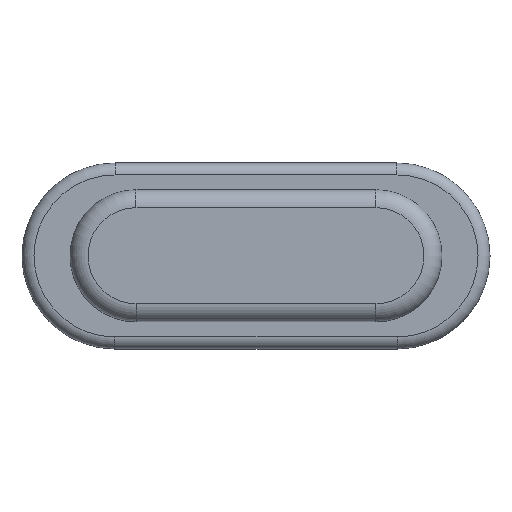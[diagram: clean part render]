
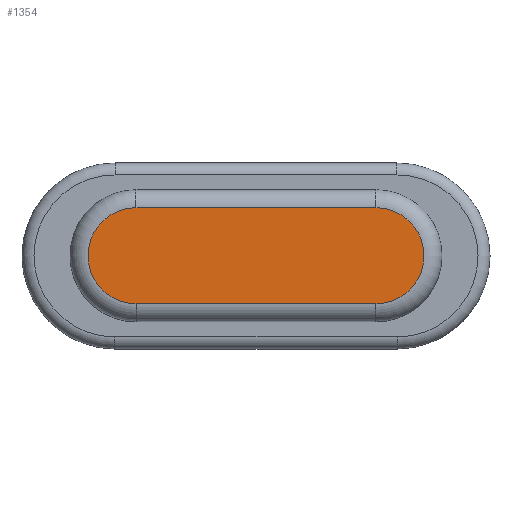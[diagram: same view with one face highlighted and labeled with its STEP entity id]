
A CAD part, top view. The second image highlights one B-rep face of the part: STEP entity #1354.
In plain terms, the highlighted planar face has unit normal (0, 0, 1).
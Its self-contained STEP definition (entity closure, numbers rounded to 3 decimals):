
#754 = CYLINDRICAL_SURFACE('',#755,0.3);
#755 = AXIS2_PLACEMENT_3D('',#756,#757,#758);
#756 = CARTESIAN_POINT('',(2.,0.8,2.8));
#757 = DIRECTION('',(-1.,0.,0.));
#758 = DIRECTION('',(0.,1.,0.));
#829 = TOROIDAL_SURFACE('',#830,0.8,0.3);
#830 = AXIS2_PLACEMENT_3D('',#831,#832,#833);
#831 = CARTESIAN_POINT('',(2.,0.,2.8));
#832 = DIRECTION('',(0.,0.,1.));
#833 = DIRECTION('',(0.,-1.,0.));
#883 = CYLINDRICAL_SURFACE('',#884,0.3);
#884 = AXIS2_PLACEMENT_3D('',#885,#886,#887);
#885 = CARTESIAN_POINT('',(-2.,-0.8,2.8));
#886 = DIRECTION('',(1.,0.,0.));
#887 = DIRECTION('',(0.,-1.,0.));
#916 = TOROIDAL_SURFACE('',#917,0.8,0.3);
#917 = AXIS2_PLACEMENT_3D('',#918,#919,#920);
#918 = CARTESIAN_POINT('',(-2.,0.,2.8));
#919 = DIRECTION('',(0.,0.,1.));
#920 = DIRECTION('',(0.,1.,0.));
#1145 = VERTEX_POINT('',#1146);
#1146 = CARTESIAN_POINT('',(2.,0.8,3.1));
#1166 = EDGE_CURVE('',#1145,#1167,#1169,.T.);
#1167 = VERTEX_POINT('',#1168);
#1168 = CARTESIAN_POINT('',(-2.,0.8,3.1));
#1169 = SURFACE_CURVE('',#1170,(#1174,#1181),.PCURVE_S1.);
#1170 = LINE('',#1171,#1172);
#1171 = CARTESIAN_POINT('',(2.,0.8,3.1));
#1172 = VECTOR('',#1173,1.);
#1173 = DIRECTION('',(-1.,0.,0.));
#1174 = PCURVE('',#754,#1175);
#1175 = DEFINITIONAL_REPRESENTATION('',(#1176),#1180);
#1176 = LINE('',#1177,#1178);
#1177 = CARTESIAN_POINT('',(-1.571,0.));
#1178 = VECTOR('',#1179,1.);
#1179 = DIRECTION('',(0.,1.));
#1180 = ( GEOMETRIC_REPRESENTATION_CONTEXT(2) 
PARAMETRIC_REPRESENTATION_CONTEXT() REPRESENTATION_CONTEXT('2D SPACE',''
  ) );
#1181 = PCURVE('',#1182,#1187);
#1182 = PLANE('',#1183);
#1183 = AXIS2_PLACEMENT_3D('',#1184,#1185,#1186);
#1184 = CARTESIAN_POINT('',(-2.,1.1,3.1));
#1185 = DIRECTION('',(0.,0.,-1.));
#1186 = DIRECTION('',(-1.,0.,0.));
#1187 = DEFINITIONAL_REPRESENTATION('',(#1188),#1192);
#1188 = LINE('',#1189,#1190);
#1189 = CARTESIAN_POINT('',(-4.,-0.3));
#1190 = VECTOR('',#1191,1.);
#1191 = DIRECTION('',(1.,0.));
#1192 = ( GEOMETRIC_REPRESENTATION_CONTEXT(2) 
PARAMETRIC_REPRESENTATION_CONTEXT() REPRESENTATION_CONTEXT('2D SPACE',''
  ) );
#1219 = VERTEX_POINT('',#1220);
#1220 = CARTESIAN_POINT('',(2.,-0.8,3.1));
#1242 = EDGE_CURVE('',#1219,#1145,#1243,.T.);
#1243 = SURFACE_CURVE('',#1244,(#1249,#1256),.PCURVE_S1.);
#1244 = CIRCLE('',#1245,0.8);
#1245 = AXIS2_PLACEMENT_3D('',#1246,#1247,#1248);
#1246 = CARTESIAN_POINT('',(2.,0.,3.1));
#1247 = DIRECTION('',(0.,0.,1.));
#1248 = DIRECTION('',(0.,-1.,0.));
#1249 = PCURVE('',#829,#1250);
#1250 = DEFINITIONAL_REPRESENTATION('',(#1251),#1255);
#1251 = LINE('',#1252,#1253);
#1252 = CARTESIAN_POINT('',(0.,1.571));
#1253 = VECTOR('',#1254,1.);
#1254 = DIRECTION('',(1.,0.));
#1255 = ( GEOMETRIC_REPRESENTATION_CONTEXT(2) 
PARAMETRIC_REPRESENTATION_CONTEXT() REPRESENTATION_CONTEXT('2D SPACE',''
  ) );
#1256 = PCURVE('',#1182,#1257);
#1257 = DEFINITIONAL_REPRESENTATION('',(#1258),#1266);
#1258 = ( BOUNDED_CURVE() B_SPLINE_CURVE(2,(#1259,#1260,#1261,#1262,
#1263,#1264,#1265),.UNSPECIFIED.,.F.,.F.) B_SPLINE_CURVE_WITH_KNOTS((1,2
    ,2,2,2,1),(-2.094,0.,2.094,4.189,
6.283,8.378),.UNSPECIFIED.) CURVE() 
GEOMETRIC_REPRESENTATION_ITEM() RATIONAL_B_SPLINE_CURVE((1.,0.5,1.,0.5,
1.,0.5,1.)) REPRESENTATION_ITEM('') );
#1259 = CARTESIAN_POINT('',(-4.,-1.9));
#1260 = CARTESIAN_POINT('',(-5.386,-1.9));
#1261 = CARTESIAN_POINT('',(-4.693,-0.7));
#1262 = CARTESIAN_POINT('',(-4.,0.5));
#1263 = CARTESIAN_POINT('',(-3.307,-0.7));
#1264 = CARTESIAN_POINT('',(-2.614,-1.9));
#1265 = CARTESIAN_POINT('',(-4.,-1.9));
#1266 = ( GEOMETRIC_REPRESENTATION_CONTEXT(2) 
PARAMETRIC_REPRESENTATION_CONTEXT() REPRESENTATION_CONTEXT('2D SPACE',''
  ) );
#1272 = VERTEX_POINT('',#1273);
#1273 = CARTESIAN_POINT('',(-2.,-0.8,3.1));
#1293 = EDGE_CURVE('',#1272,#1219,#1294,.T.);
#1294 = SURFACE_CURVE('',#1295,(#1299,#1306),.PCURVE_S1.);
#1295 = LINE('',#1296,#1297);
#1296 = CARTESIAN_POINT('',(-2.,-0.8,3.1));
#1297 = VECTOR('',#1298,1.);
#1298 = DIRECTION('',(1.,0.,0.));
#1299 = PCURVE('',#883,#1300);
#1300 = DEFINITIONAL_REPRESENTATION('',(#1301),#1305);
#1301 = LINE('',#1302,#1303);
#1302 = CARTESIAN_POINT('',(-1.571,0.));
#1303 = VECTOR('',#1304,1.);
#1304 = DIRECTION('',(0.,1.));
#1305 = ( GEOMETRIC_REPRESENTATION_CONTEXT(2) 
PARAMETRIC_REPRESENTATION_CONTEXT() REPRESENTATION_CONTEXT('2D SPACE',''
  ) );
#1306 = PCURVE('',#1182,#1307);
#1307 = DEFINITIONAL_REPRESENTATION('',(#1308),#1312);
#1308 = LINE('',#1309,#1310);
#1309 = CARTESIAN_POINT('',(0.,-1.9));
#1310 = VECTOR('',#1311,1.);
#1311 = DIRECTION('',(-1.,0.));
#1312 = ( GEOMETRIC_REPRESENTATION_CONTEXT(2) 
PARAMETRIC_REPRESENTATION_CONTEXT() REPRESENTATION_CONTEXT('2D SPACE',''
  ) );
#1322 = EDGE_CURVE('',#1167,#1272,#1323,.T.);
#1323 = SURFACE_CURVE('',#1324,(#1329,#1336),.PCURVE_S1.);
#1324 = CIRCLE('',#1325,0.8);
#1325 = AXIS2_PLACEMENT_3D('',#1326,#1327,#1328);
#1326 = CARTESIAN_POINT('',(-2.,0.,3.1));
#1327 = DIRECTION('',(0.,0.,1.));
#1328 = DIRECTION('',(0.,1.,0.));
#1329 = PCURVE('',#916,#1330);
#1330 = DEFINITIONAL_REPRESENTATION('',(#1331),#1335);
#1331 = LINE('',#1332,#1333);
#1332 = CARTESIAN_POINT('',(0.,1.571));
#1333 = VECTOR('',#1334,1.);
#1334 = DIRECTION('',(1.,0.));
#1335 = ( GEOMETRIC_REPRESENTATION_CONTEXT(2) 
PARAMETRIC_REPRESENTATION_CONTEXT() REPRESENTATION_CONTEXT('2D SPACE',''
  ) );
#1336 = PCURVE('',#1182,#1337);
#1337 = DEFINITIONAL_REPRESENTATION('',(#1338),#1346);
#1338 = ( BOUNDED_CURVE() B_SPLINE_CURVE(2,(#1339,#1340,#1341,#1342,
#1343,#1344,#1345),.UNSPECIFIED.,.T.,.F.) B_SPLINE_CURVE_WITH_KNOTS((1,2
    ,2,2,2,1),(-2.094,0.,2.094,4.189,
6.283,8.378),.UNSPECIFIED.) CURVE() 
GEOMETRIC_REPRESENTATION_ITEM() RATIONAL_B_SPLINE_CURVE((1.,0.5,1.,0.5,
1.,0.5,1.)) REPRESENTATION_ITEM('') );
#1339 = CARTESIAN_POINT('',(0.,-0.3));
#1340 = CARTESIAN_POINT('',(1.386,-0.3));
#1341 = CARTESIAN_POINT('',(0.693,-1.5));
#1342 = CARTESIAN_POINT('',(0.,-2.7));
#1343 = CARTESIAN_POINT('',(-0.693,-1.5));
#1344 = CARTESIAN_POINT('',(-1.386,-0.3));
#1345 = CARTESIAN_POINT('',(0.,-0.3));
#1346 = ( GEOMETRIC_REPRESENTATION_CONTEXT(2) 
PARAMETRIC_REPRESENTATION_CONTEXT() REPRESENTATION_CONTEXT('2D SPACE',''
  ) );
#1354 = ADVANCED_FACE('',(#1355),#1182,.F.);
#1355 = FACE_BOUND('',#1356,.F.);
#1356 = EDGE_LOOP('',(#1357,#1358,#1359,#1360));
#1357 = ORIENTED_EDGE('',*,*,#1293,.F.);
#1358 = ORIENTED_EDGE('',*,*,#1322,.F.);
#1359 = ORIENTED_EDGE('',*,*,#1166,.F.);
#1360 = ORIENTED_EDGE('',*,*,#1242,.F.);
